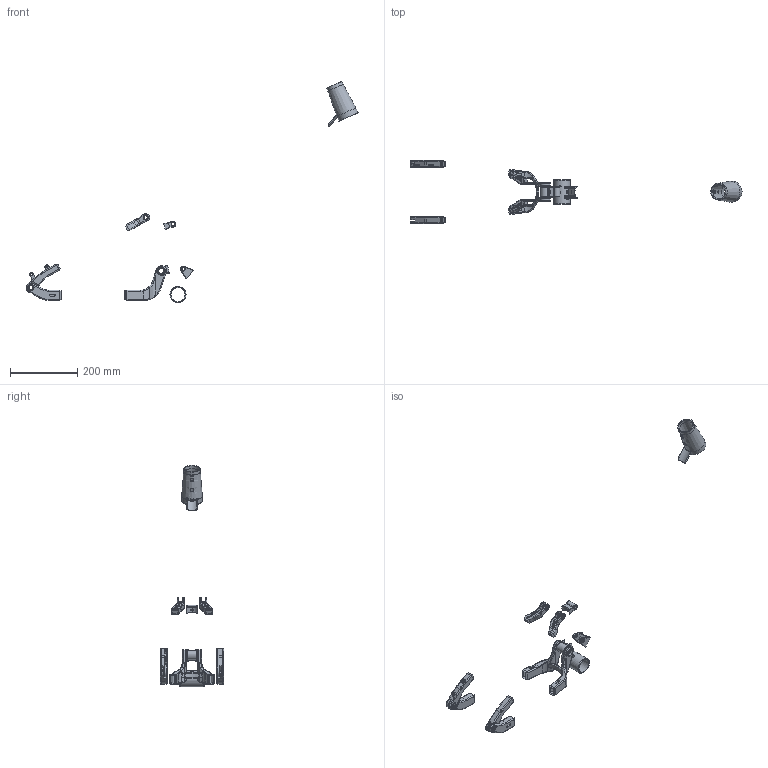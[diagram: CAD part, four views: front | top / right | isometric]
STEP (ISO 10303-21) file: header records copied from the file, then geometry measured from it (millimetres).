
FILE_DESCRIPTION(('FreeCAD Model'),'2;1');
FILE_NAME('Open CASCADE Shape Model','2022-06-20T11:38:56',(''),(''), 'Open CASCADE STEP processor 7.5','FreeCAD','Unknown');
FILE_SCHEMA(('AUTOMOTIVE_DESIGN { 1 0 10303 214 1 1 1 1 }'));
Length unit declared in the file: millimetre
Products named in the file (16): ROSS_ONE_27_5_TAILLE_M_Plus_grand_30_05_22_11h40_version_2; Tête_hauban_droit005 (Mirror #28); Tête_hauban_droit005; Pied hauban droit002; Pied hauban gauche001 (Mirror #24); Pied_base gauche (Mirror #29); Pied base droite; Tête base droite003; Tête base gauche001; Renfort bras arrière; Renfort tube down; Boitier de pédalier001; Fixation bielette001; Fixation pied amortisseur; Fixation bras arrière; Douille de direction002
Assembly tree (15 placements, depth 2):
  ROSS_ONE_27_5_TAILLE_M_Plus_grand_30_05_22_11h40_version_2
    Tête_hauban_droit005 (Mirror #28)
    Tête_hauban_droit005
    Pied hauban droit002
    Pied hauban gauche001 (Mirror #24)
    Pied_base gauche (Mirror #29)
    Pied base droite
    Tête base droite003
    Tête base gauche001
    Renfort bras arrière
    Renfort tube down
    Boitier de pédalier001
    Fixation bielette001
    Fixation pied amortisseur
    Fixation bras arrière
    Douille de direction002
Bounding box: 989.26 x 188.4 x 659.37 mm (x, y, z)
Volume: 414497.3 mm3; surface area: 190020.3 mm2
Topology: 15 solids, 15 shells, 826 faces, 2005 edges, 1232 vertices
Faces by surface type: cylinder 366, plane 293, torus 89, bspline 70, cone 6, extrusion 2
Full cylindrical faces by diameter (mm): 2 x1, 3.3 x1, 6.2 x2, 8 x3, 10 x11, 11.9 x1, 12 x3, 12.1 x1, 13 x2, 14.15 x2, 15 x2, 15.8 x2, 17 x3, 20 x2, 21 x2, 24 x2, 41.9 x1, 43.9 x1, 48 x1, 50 x1, 55.9 x1, 62 x1
Entity records: 81063 total; most frequent: CARTESIAN_POINT 41749, DIRECTION 7074, ORIENTED_EDGE 3998, PCURVE 3998, DEFINITIONAL_REPRESENTATION 3998, VECTOR 3903, LINE 3901, EDGE_CURVE 1999
